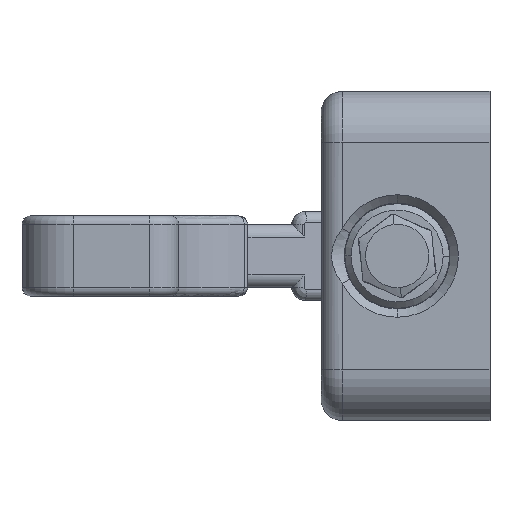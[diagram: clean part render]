
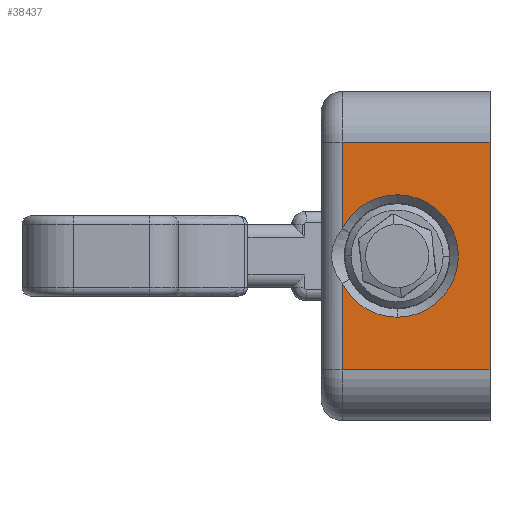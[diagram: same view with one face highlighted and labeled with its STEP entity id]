
A CAD part, left-side view. The second image highlights one B-rep face of the part: STEP entity #38437.
In plain terms, the highlighted planar face has unit normal (-1, 0, 0).
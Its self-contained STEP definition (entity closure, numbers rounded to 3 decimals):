
#15350 = DIRECTION ( 'NONE',  ( 0., -1., 0. ) ) ;
#15351 = VECTOR ( 'NONE', #15350, 1000. ) ;
#15353 = CARTESIAN_POINT ( 'NONE',  ( -65.2, 40., 34.513 ) ) ;
#15355 = LINE ( 'NONE', #15353, #15351 ) ;
#15489 = CARTESIAN_POINT ( 'NONE',  ( -65.2, 0., 34.513 ) ) ;
#16040 = LINE ( 'NONE', #16166, #16164 ) ;
#16162 = DIRECTION ( 'NONE',  ( 0., 0., 1. ) ) ;
#16164 = VECTOR ( 'NONE', #16162, 1000. ) ;
#16166 = CARTESIAN_POINT ( 'NONE',  ( -65.2, 0., -19.487 ) ) ;
#17364 = CARTESIAN_POINT ( 'NONE',  ( -65.2, 35., 13.958 ) ) ;
#17366 = DIRECTION ( 'NONE',  ( 0., 0., -1. ) ) ;
#17367 = DIRECTION ( 'NONE',  ( 1., 0., 0. ) ) ;
#17368 = CARTESIAN_POINT ( 'NONE',  ( -65.2, 22., 7.513 ) ) ;
#17370 = AXIS2_PLACEMENT_3D ( 'NONE', #17368, #17367, #17366 ) ;
#17372 = CIRCLE ( 'NONE', #17370, 14.51 ) ;
#17463 = CARTESIAN_POINT ( 'NONE',  ( -65.2, 22., -6.997 ) ) ;
#18076 = CARTESIAN_POINT ( 'NONE',  ( -65.2, 22., 22.023 ) ) ;
#18078 = DIRECTION ( 'NONE',  ( 0., 0., -1. ) ) ;
#18080 = DIRECTION ( 'NONE',  ( 1., 0., 0. ) ) ;
#18082 = CARTESIAN_POINT ( 'NONE',  ( -65.2, 22., 7.513 ) ) ;
#18084 = AXIS2_PLACEMENT_3D ( 'NONE', #18082, #18080, #18078 ) ;
#18085 = CIRCLE ( 'NONE', #18084, 14.51 ) ;
#18225 = CARTESIAN_POINT ( 'NONE',  ( -65.2, 35., 34.513 ) ) ;
#19959 = CARTESIAN_POINT ( 'NONE',  ( -65.2, 35., -19.487 ) ) ;
#20104 = CARTESIAN_POINT ( 'NONE',  ( -65.2, 0., -19.487 ) ) ;
#20201 = DIRECTION ( 'NONE',  ( 0., -1., 0. ) ) ;
#20203 = VECTOR ( 'NONE', #20201, 1000. ) ;
#20204 = CARTESIAN_POINT ( 'NONE',  ( -65.2, 40., -19.487 ) ) ;
#20216 = LINE ( 'NONE', #20204, #20203 ) ;
#22160 = PLANE ( 'NONE',  #22270 ) ;
#22229 = DIRECTION ( 'NONE',  ( 0., 0., -1. ) ) ;
#22230 = VECTOR ( 'NONE', #22229, 1000. ) ;
#22232 = CARTESIAN_POINT ( 'NONE',  ( -65.2, 35., -19.487 ) ) ;
#22234 = LINE ( 'NONE', #22232, #22230 ) ;
#22237 = DIRECTION ( 'NONE',  ( 0., 0., -1. ) ) ;
#22238 = DIRECTION ( 'NONE',  ( 1., 0., 0. ) ) ;
#22239 = CARTESIAN_POINT ( 'NONE',  ( -65.2, 40., -19.487 ) ) ;
#22270 = AXIS2_PLACEMENT_3D ( 'NONE', #22239, #22238, #22237 ) ;
#22272 = FACE_OUTER_BOUND ( 'NONE', #38440, .T. ) ;
#22446 = DIRECTION ( 'NONE',  ( 0., 0., -1. ) ) ;
#22448 = VECTOR ( 'NONE', #22446, 1000. ) ;
#22450 = CARTESIAN_POINT ( 'NONE',  ( -65.2, 35., -19.487 ) ) ;
#22452 = LINE ( 'NONE', #22450, #22448 ) ;
#22464 = CARTESIAN_POINT ( 'NONE',  ( -65.2, 35., 1.068 ) ) ;
#22468 = DIRECTION ( 'NONE',  ( 0., 0., -1. ) ) ;
#22469 = DIRECTION ( 'NONE',  ( 1., 0., 0. ) ) ;
#22471 = CARTESIAN_POINT ( 'NONE',  ( -65.2, 22., 7.513 ) ) ;
#22473 = AXIS2_PLACEMENT_3D ( 'NONE', #22471, #22469, #22468 ) ;
#22475 = CIRCLE ( 'NONE', #22473, 14.51 ) ;
#36692 = EDGE_CURVE ( 'NONE', #37422, #36693, #15355, .T. ) ;
#36693 = VERTEX_POINT ( 'NONE', #15489 ) ;
#36960 = EDGE_CURVE ( 'NONE', #37866, #36693, #16040, .T. ) ;
#37259 = EDGE_CURVE ( 'NONE', #37260, #37375, #17372, .T. ) ;
#37260 = VERTEX_POINT ( 'NONE', #17364 ) ;
#37287 = VERTEX_POINT ( 'NONE', #17463 ) ;
#37373 = EDGE_CURVE ( 'NONE', #37375, #37287, #18085, .T. ) ;
#37375 = VERTEX_POINT ( 'NONE', #18076 ) ;
#37422 = VERTEX_POINT ( 'NONE', #18225 ) ;
#37839 = VERTEX_POINT ( 'NONE', #19959 ) ;
#37866 = VERTEX_POINT ( 'NONE', #20104 ) ;
#37921 = EDGE_CURVE ( 'NONE', #37839, #37866, #20216, .T. ) ;
#38437 = ADVANCED_FACE ( 'NONE', ( #22272 ), #22160, .F. ) ;
#38440 = EDGE_LOOP ( 'NONE', ( #38442, #38625, #38631, #38500, #38509, #38514, #38516, #38519 ) ) ;
#38442 = ORIENTED_EDGE ( 'NONE', *, *, #38443, .T. ) ;
#38443 = EDGE_CURVE ( 'NONE', #37422, #37260, #22234, .T. ) ;
#38500 = ORIENTED_EDGE ( 'NONE', *, *, #38504, .T. ) ;
#38504 = EDGE_CURVE ( 'NONE', #37287, #38507, #22475, .T. ) ;
#38507 = VERTEX_POINT ( 'NONE', #22464 ) ;
#38509 = ORIENTED_EDGE ( 'NONE', *, *, #38512, .T. ) ;
#38512 = EDGE_CURVE ( 'NONE', #38507, #37839, #22452, .T. ) ;
#38514 = ORIENTED_EDGE ( 'NONE', *, *, #37921, .T. ) ;
#38516 = ORIENTED_EDGE ( 'NONE', *, *, #36960, .T. ) ;
#38519 = ORIENTED_EDGE ( 'NONE', *, *, #36692, .F. ) ;
#38625 = ORIENTED_EDGE ( 'NONE', *, *, #37259, .T. ) ;
#38631 = ORIENTED_EDGE ( 'NONE', *, *, #37373, .T. ) ;
